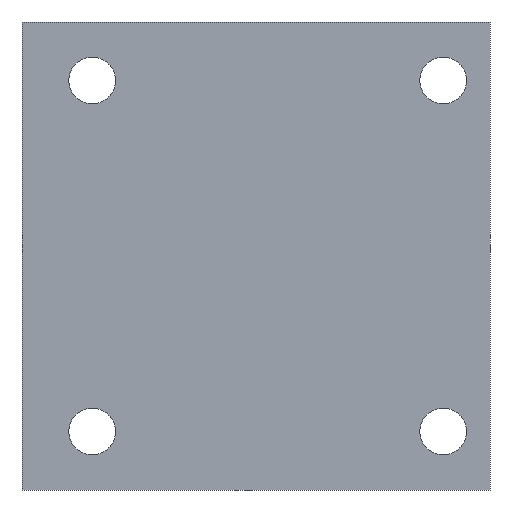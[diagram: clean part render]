
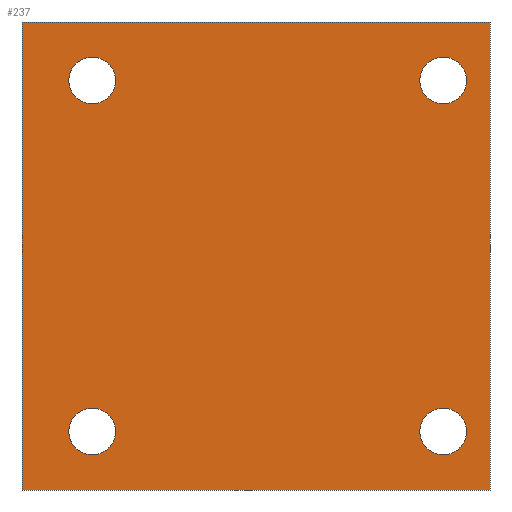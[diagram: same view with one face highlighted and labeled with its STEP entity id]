
A CAD part, left-side view. The second image highlights one B-rep face of the part: STEP entity #237.
In plain terms, the highlighted planar face has unit normal (-1, 0, 0).
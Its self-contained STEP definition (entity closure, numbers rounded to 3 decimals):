
#20=FACE_BOUND('',#63,.T.);
#21=FACE_BOUND('',#64,.T.);
#22=FACE_BOUND('',#65,.T.);
#23=FACE_BOUND('',#66,.T.);
#30=PLANE('',#275);
#44=FACE_OUTER_BOUND('',#62,.T.);
#62=EDGE_LOOP('',(#212,#213,#214,#215));
#63=EDGE_LOOP('',(#216));
#64=EDGE_LOOP('',(#217));
#65=EDGE_LOOP('',(#218));
#66=EDGE_LOOP('',(#219));
#77=LINE('',#392,#95);
#80=LINE('',#397,#98);
#82=LINE('',#401,#100);
#84=LINE('',#404,#102);
#95=VECTOR('',#328,10.);
#98=VECTOR('',#333,10.);
#100=VECTOR('',#337,10.);
#102=VECTOR('',#341,10.);
#104=CIRCLE('',#254,2.);
#106=CIRCLE('',#257,2.);
#108=CIRCLE('',#260,2.);
#110=CIRCLE('',#263,2.);
#115=VERTEX_POINT('',#348);
#117=VERTEX_POINT('',#354);
#119=VERTEX_POINT('',#360);
#121=VERTEX_POINT('',#366);
#129=VERTEX_POINT('',#390);
#130=VERTEX_POINT('',#391);
#131=VERTEX_POINT('',#396);
#132=VERTEX_POINT('',#400);
#135=EDGE_CURVE('',#115,#115,#104,.T.);
#138=EDGE_CURVE('',#117,#117,#106,.T.);
#141=EDGE_CURVE('',#119,#119,#108,.T.);
#144=EDGE_CURVE('',#121,#121,#110,.T.);
#154=EDGE_CURVE('',#129,#130,#77,.T.);
#157=EDGE_CURVE('',#131,#129,#80,.T.);
#159=EDGE_CURVE('',#132,#131,#82,.T.);
#161=EDGE_CURVE('',#130,#132,#84,.T.);
#212=ORIENTED_EDGE('',*,*,#161,.F.);
#213=ORIENTED_EDGE('',*,*,#154,.F.);
#214=ORIENTED_EDGE('',*,*,#157,.F.);
#215=ORIENTED_EDGE('',*,*,#159,.F.);
#216=ORIENTED_EDGE('',*,*,#135,.T.);
#217=ORIENTED_EDGE('',*,*,#138,.T.);
#218=ORIENTED_EDGE('',*,*,#141,.T.);
#219=ORIENTED_EDGE('',*,*,#144,.T.);
#237=ADVANCED_FACE('',(#44,#20,#21,#22,#23),#30,.F.);
#254=AXIS2_PLACEMENT_3D('',#350,#283,#284);
#257=AXIS2_PLACEMENT_3D('',#356,#290,#291);
#260=AXIS2_PLACEMENT_3D('',#362,#297,#298);
#263=AXIS2_PLACEMENT_3D('',#368,#304,#305);
#275=AXIS2_PLACEMENT_3D('',#405,#342,#343);
#283=DIRECTION('center_axis',(1.,0.,0.));
#284=DIRECTION('ref_axis',(0.,0.,-1.));
#290=DIRECTION('center_axis',(1.,0.,0.));
#291=DIRECTION('ref_axis',(0.,0.,-1.));
#297=DIRECTION('center_axis',(1.,0.,0.));
#298=DIRECTION('ref_axis',(0.,0.,-1.));
#304=DIRECTION('center_axis',(1.,0.,0.));
#305=DIRECTION('ref_axis',(0.,0.,-1.));
#328=DIRECTION('',(0.,0.,-1.));
#333=DIRECTION('',(0.,-1.,0.));
#337=DIRECTION('',(0.,0.,1.));
#341=DIRECTION('',(0.,1.,0.));
#342=DIRECTION('center_axis',(1.,0.,0.));
#343=DIRECTION('ref_axis',(0.,0.,-1.));
#348=CARTESIAN_POINT('',(0.,14.,-13.));
#350=CARTESIAN_POINT('Origin',(0.,14.,-15.));
#354=CARTESIAN_POINT('',(0.,-16.,-13.));
#356=CARTESIAN_POINT('Origin',(0.,-16.,-15.));
#360=CARTESIAN_POINT('',(0.,14.,17.));
#362=CARTESIAN_POINT('Origin',(0.,14.,15.));
#366=CARTESIAN_POINT('',(0.,-16.,17.));
#368=CARTESIAN_POINT('Origin',(0.,-16.,15.));
#390=CARTESIAN_POINT('',(0.,-20.,20.));
#391=CARTESIAN_POINT('',(0.,-20.,-20.));
#392=CARTESIAN_POINT('',(0.,-20.,20.));
#396=CARTESIAN_POINT('',(0.,20.,20.));
#397=CARTESIAN_POINT('',(0.,20.,20.));
#400=CARTESIAN_POINT('',(0.,20.,-20.));
#401=CARTESIAN_POINT('',(0.,20.,-20.));
#404=CARTESIAN_POINT('',(0.,-20.,-20.));
#405=CARTESIAN_POINT('Origin',(0.,0.,0.));
